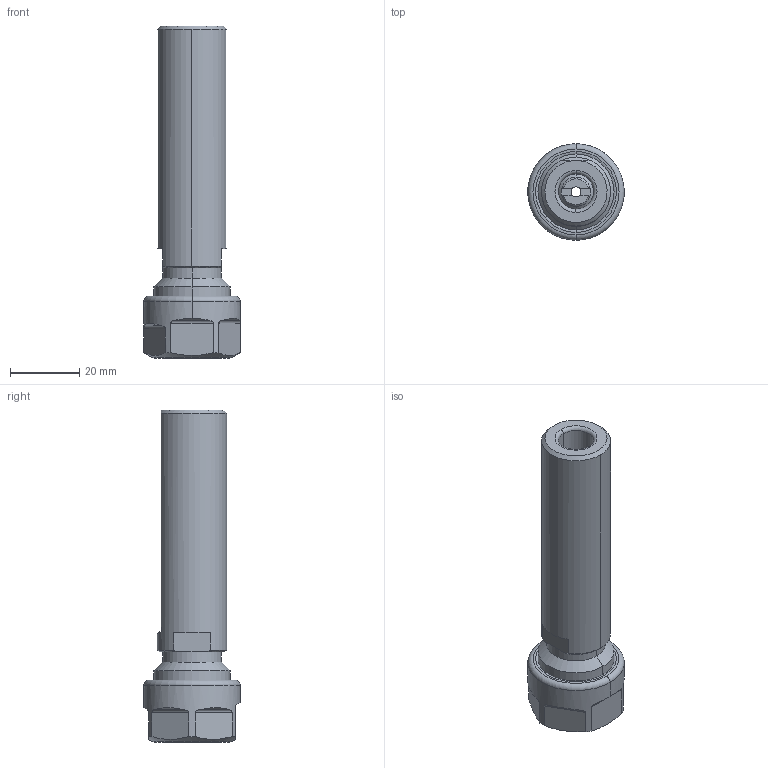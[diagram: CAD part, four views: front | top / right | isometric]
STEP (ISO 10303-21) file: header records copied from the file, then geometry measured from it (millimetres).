
FILE_DESCRIPTION((''),'2;1');
FILE_NAME('120_02_A_10','2020-09-17T',('103090'),(''),'CREO PARAMETRIC BY PTC INC, 2016260','CREO PARAMETRIC BY PTC INC, 2016260','');
FILE_SCHEMA(('CONFIG_CONTROL_DESIGN'));
Length unit declared in the file: millimetre
Products named in the file (1): 120_02_A_10
Bounding box: 27.9 x 27.9 x 96.1 mm (x, y, z)
Volume: 23695.8 mm3; surface area: 11399.6 mm2
Topology: 1 solids, 1 shells, 131 faces, 327 edges, 203 vertices
Faces by surface type: plane 51, cylinder 34, cone 21, torus 20, bspline 5
Entity records: 4336 total; most frequent: CARTESIAN_POINT 1176, DIRECTION 670, ORIENTED_EDGE 654, EDGE_CURVE 327, AXIS2_PLACEMENT_3D 270, VERTEX_POINT 203, CIRCLE 141, EDGE_LOOP 138
